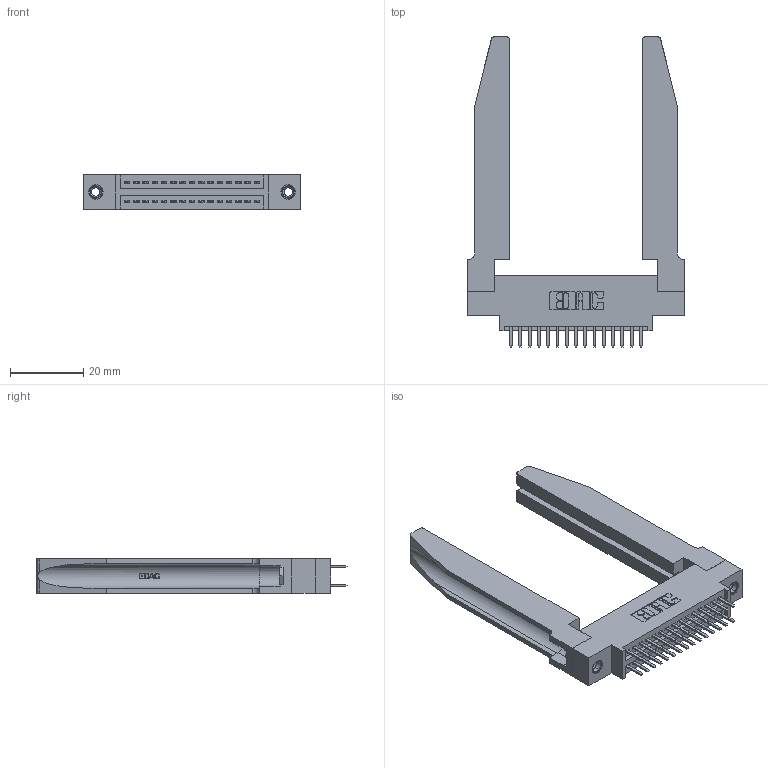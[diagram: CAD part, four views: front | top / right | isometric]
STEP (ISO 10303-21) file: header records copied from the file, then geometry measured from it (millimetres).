
FILE_DESCRIPTION (( 'STEP AP203' ), '1' );
FILE_NAME ('395-030-520-878.STEP', '2019-10-17T13:51:19', ( '' ), ( '' ), 'SwSTEP 2.0', 'SolidWorks 2016', '' );
FILE_SCHEMA (( 'CONFIG_CONTROL_DESIGN' ));
Length unit declared in the file: inch
Products named in the file (5): 395-030-520-878; 345 Part_0.170 Offset - 0.156 Dia-TH; 345-292-001_345-293-120; 345-250-001_345-250-001-102; 345-220-078_345-220-078
Assembly tree (35 placements, depth 2):
  395-030-520-878
    345 Part_0.170 Offset - 0.156 Dia-TH
    345-292-001_345-293-120  x30
    345-250-001_345-250-001-102  x2
    345-220-078_345-220-078  x2
Bounding box: 59.33 x 84.96 x 9.4 mm (x, y, z)
Volume: 13157 mm3; surface area: 14393.3 mm2
Topology: 35 solids, 35 shells, 1984 faces, 5671 edges, 3690 vertices
Faces by surface type: plane 1276, cylinder 656, bspline 36, cone 12, torus 4
Entity records: 20390 total; most frequent: CARTESIAN_POINT 4375, ORIENTED_EDGE 3194, DIRECTION 2871, EDGE_CURVE 1597, LINE 1307, VECTOR 1307, VERTEX_POINT 1056, AXIS2_PLACEMENT_3D 782
